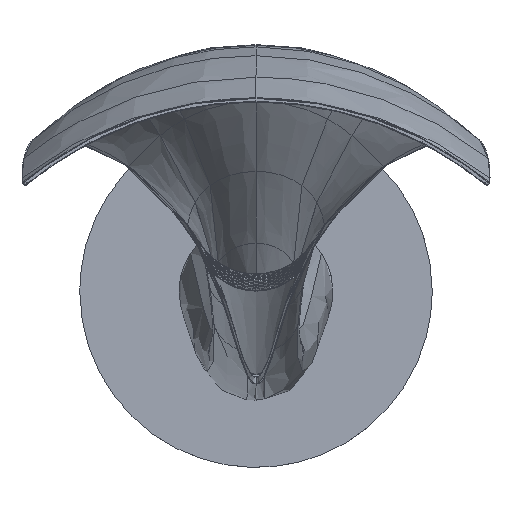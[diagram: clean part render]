
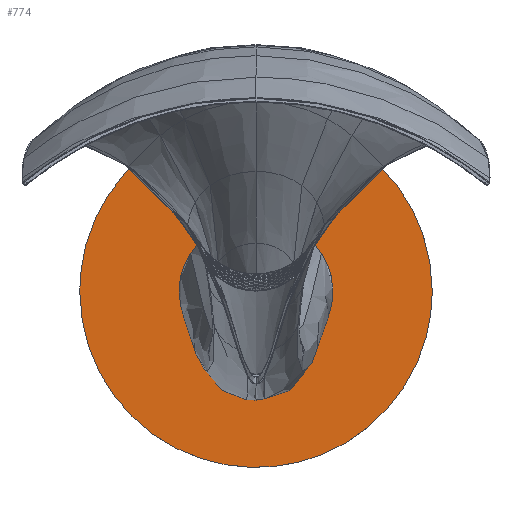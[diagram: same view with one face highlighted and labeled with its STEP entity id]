
A CAD part, top view. The second image highlights one B-rep face of the part: STEP entity #774.
In plain terms, the highlighted planar face has unit normal (0, 0.003, 1).
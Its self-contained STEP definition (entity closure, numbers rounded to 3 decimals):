
#22=PLANE($,#9632);
#276=FACE_BOUND($,#2028,.T.);
#774=ADVANCED_FACE($,(#1276,#276),#22,.T.);
#1276=FACE_OUTER_BOUND($,#2027,.T.);
#2027=EDGE_LOOP($,(#5017,#5018));
#2028=EDGE_LOOP($,(#5019,#5020));
#5017=ORIENTED_EDGE($,*,*,#6524,.T.);
#5018=ORIENTED_EDGE($,*,*,#6534,.T.);
#5019=ORIENTED_EDGE($,*,*,#6531,.F.);
#5020=ORIENTED_EDGE($,*,*,#6526,.F.);
#6524=EDGE_CURVE($,#7534,#7541,#8120,.T.);
#6526=EDGE_CURVE($,#7537,#7539,#9535,.T.);
#6531=EDGE_CURVE($,#7539,#7537,#9537,.T.);
#6534=EDGE_CURVE($,#7541,#7534,#8125,.T.);
#7534=VERTEX_POINT($,#31715);
#7537=VERTEX_POINT($,#31718);
#7539=VERTEX_POINT($,#31720);
#7541=VERTEX_POINT($,#31722);
#8120=(
BOUNDED_CURVE()
B_SPLINE_CURVE(2,(#31586,#31587,#31588,#31589,#31590),.UNSPECIFIED.,.F.,
.F.)
B_SPLINE_CURVE_WITH_KNOTS((3,2,3),(1413.717,1649.336,1884.956),
.UNSPECIFIED.)
CURVE()
GEOMETRIC_REPRESENTATION_ITEM()
RATIONAL_B_SPLINE_CURVE((1.,0.707,1.,0.707,1.))
REPRESENTATION_ITEM($)
);
#8125=(
BOUNDED_CURVE()
B_SPLINE_CURVE(2,(#31650,#31651,#31652,#31653,#31654),.UNSPECIFIED.,.F.,
.F.)
B_SPLINE_CURVE_WITH_KNOTS((3,2,3),(1884.956,2120.575,2356.194),
.UNSPECIFIED.)
CURVE()
GEOMETRIC_REPRESENTATION_ITEM()
RATIONAL_B_SPLINE_CURVE((1.,0.707,1.,0.707,1.))
REPRESENTATION_ITEM($)
);
#9535=B_SPLINE_CURVE_WITH_KNOTS($,3,(#31603,#31604,#31605,#31606,#31607,
#31608,#31609,#31610,#31611,#31612,#31613,#31614),.UNSPECIFIED.,.F.,.F.,
(4,2,2,2,2,4),(0.,43.989,87.976,131.958,175.974,
175.975),.UNSPECIFIED.);
#9537=B_SPLINE_CURVE_WITH_KNOTS($,3,(#31633,#31634,#31635,#31636,#31637,
#31638,#31639,#31640,#31641,#31642),.UNSPECIFIED.,.F.,.F.,(4,2,2,2,4),(175.975,
219.949,263.947,307.993,351.95),.UNSPECIFIED.);
#9632=AXIS2_PLACEMENT_3D($,#31677,#9643,$);
#9643=DIRECTION($,(0.,0.003,1.));
#31586=CARTESIAN_POINT($,(150.,0.,0.));
#31587=CARTESIAN_POINT($,(150.,149.999,-0.412));
#31588=CARTESIAN_POINT($,(0.,149.999,-0.412));
#31589=CARTESIAN_POINT($,(-150.,149.999,-0.412));
#31590=CARTESIAN_POINT($,(-150.,0.,0.));
#31603=CARTESIAN_POINT($,(-52.935,18.303,-0.05));
#31604=CARTESIAN_POINT($,(-57.793,4.265,-0.012));
#31605=CARTESIAN_POINT($,(-56.876,-11.127,0.031));
#31606=CARTESIAN_POINT($,(-43.896,-37.85,0.104));
#31607=CARTESIAN_POINT($,(-32.365,-48.086,0.132));
#31608=CARTESIAN_POINT($,(-4.294,-57.806,0.159));
#31609=CARTESIAN_POINT($,(11.096,-56.893,0.156));
#31610=CARTESIAN_POINT($,(37.83,-43.918,0.121));
#31611=CARTESIAN_POINT($,(48.074,-32.38,0.089));
#31612=CARTESIAN_POINT($,(52.935,-18.333,0.05));
#31613=CARTESIAN_POINT($,(52.935,-18.332,0.05));
#31614=CARTESIAN_POINT($,(52.935,-18.332,0.05));
#31633=CARTESIAN_POINT($,(52.935,-18.332,0.05));
#31634=CARTESIAN_POINT($,(57.791,-4.299,0.012));
#31635=CARTESIAN_POINT($,(56.877,11.088,-0.03));
#31636=CARTESIAN_POINT($,(43.904,37.813,-0.104));
#31637=CARTESIAN_POINT($,(32.372,48.054,-0.132));
#31638=CARTESIAN_POINT($,(4.277,57.784,-0.159));
#31639=CARTESIAN_POINT($,(-11.136,56.862,-0.156));
#31640=CARTESIAN_POINT($,(-37.858,43.858,-0.12));
#31641=CARTESIAN_POINT($,(-48.081,32.331,-0.089));
#31642=CARTESIAN_POINT($,(-52.935,18.303,-0.05));
#31650=CARTESIAN_POINT($,(-150.,0.,0.));
#31651=CARTESIAN_POINT($,(-150.,-149.999,0.412));
#31652=CARTESIAN_POINT($,(0.,-149.999,0.412));
#31653=CARTESIAN_POINT($,(150.,-149.999,0.412));
#31654=CARTESIAN_POINT($,(150.,0.,0.));
#31677=CARTESIAN_POINT($,(-150.,-149.999,0.412));
#31715=CARTESIAN_POINT($,(150.,0.,0.));
#31718=CARTESIAN_POINT($,(-52.935,18.303,-0.05));
#31720=CARTESIAN_POINT($,(52.935,-18.332,0.05));
#31722=CARTESIAN_POINT($,(-150.,0.,0.));
